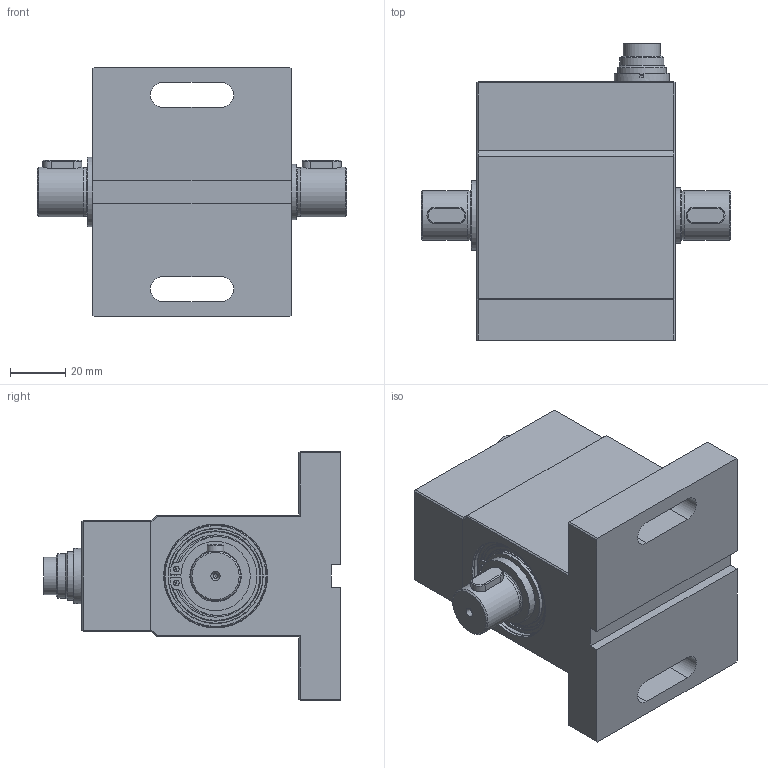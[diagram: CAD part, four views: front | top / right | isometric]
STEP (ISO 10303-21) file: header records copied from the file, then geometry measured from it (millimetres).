
FILE_DESCRIPTION( ( 'Unknown' ), '1' );
FILE_NAME( '2531-Z21_DOC-00082622.stp', 'Unknown', ( 'Unknown' ), ( 'Unknown' ), 'PSStep 17.0.49', 'Unknown', ' ' );
FILE_SCHEMA( ( 'AUTOMOTIVE_DESIGN { 1 0 10303 214 1 1 1 1 }' ) );
Length unit declared in the file: millimetre
Products named in the file (28): 2212-b01_doc-00048945; 2212-001_doc-00028048; Sicherungsring DIN 472-32x1,2-T1; INA-20x32x7-61804 2Z; 2318-B03_DOC-00082641; 2318-002_DOC-00082642; sicherungsring din 471-25x1,2-t1; sicherungsring din 471-20x1,2-t1; ina-25x37x7-61805 2z; paßfeder a6x6x14 din 6885; paßfeder a6x6x14 din 6885-oa3; 2318-B01_Gehäusedeckel_DOC-00070626; 2318-001_DOC-00070613; Senkschraube DIN 965-M3x30-H; Senkschraube DIN 965-M3x30-H-oa0; Senkschraube DIN 965-M3x30-H-oa1; Senkschraube DIN 965-M3x30-H-oa2; Assem1; flanschstecker 12-polig serie 723; mutter_09-0323-89-06_DOC-00067592
Assembly tree (27 placements, depth 3):
  Assem1
    flanschstecker 12-polig serie 723
    mutter_09-0323-89-06_DOC-00067592
    2212-b01_doc-00048945
      2212-001_doc-00028048
      Sicherungsring DIN 472-32x1,2-T1
      INA-20x32x7-61804 2Z
      INA-20x32x7-61804 2Z
      INA-20x32x7-61804 2Z
      INA-20x32x7-61804 2Z
      INA-20x32x7-61804 2Z
    2318-B01_Gehäusedeckel_DOC-00070626
      2318-001_DOC-00070613
      Senkschraube DIN 965-M3x30-H
      Senkschraube DIN 965-M3x30-H-oa0
      Senkschraube DIN 965-M3x30-H-oa1
      Senkschraube DIN 965-M3x30-H-oa2
    2318-B03_DOC-00082641
      2318-002_DOC-00082642
      sicherungsring din 471-25x1,2-t1
      sicherungsring din 471-20x1,2-t1
      ina-25x37x7-61805 2z
      ina-25x37x7-61805 2z
      ina-25x37x7-61805 2z
      ina-25x37x7-61805 2z
      ina-25x37x7-61805 2z
      paßfeder a6x6x14 din 6885
      paßfeder a6x6x14 din 6885-oa3
Bounding box: 111.5 x 107 x 90 mm (x, y, z)
Volume: 292867.5 mm3; surface area: 78526.2 mm2
Topology: 24 solids, 26 shells, 482 faces, 1040 edges, 671 vertices
Faces by surface type: plane 246, cylinder 170, cone 36, torus 30
Full cylindrical faces by diameter (mm): 1 x24, 1.6 x2, 2 x4, 2.387 x4, 3 x4, 3.242 x4, 3.4 x4, 5.6 x4, 12 x1, 13.5 x1, 15 x1, 15.875 x1, 17.188 x1, 17.462 x1, 17.8 x1, 18 x2, 19 x1, 20 x5, 22 x1, 23.9 x3, 24.1 x2, 24.2 x2, 25 x3, 28.5 x2, 28.9 x2, 29.28 x2, 29.48 x2, 29.5 x2, 29.64 x2, 29.7 x2
Entity records: 16384 total; most frequent: DIRECTION 2236, CARTESIAN_POINT 2101, ORIENTED_EDGE 1648, AXIS2_PLACEMENT_3D 907, EDGE_CURVE 824, EDGE_LOOP 748, VERTEX_POINT 628, FACE_OUTER_BOUND 603
